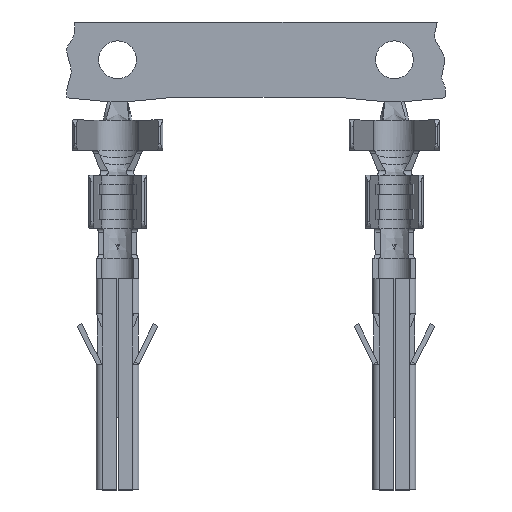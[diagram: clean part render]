
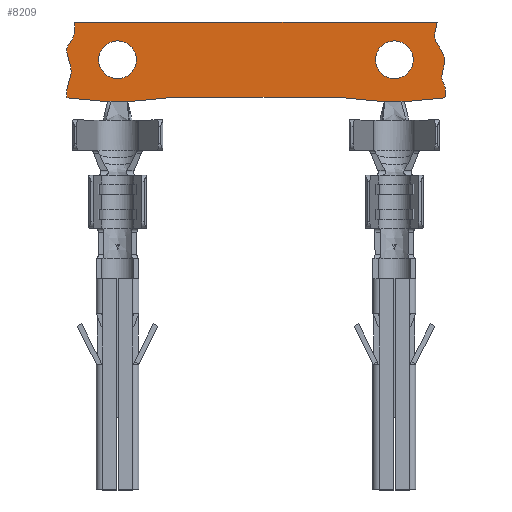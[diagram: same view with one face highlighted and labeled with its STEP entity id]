
A CAD part, top view. The second image highlights one B-rep face of the part: STEP entity #8209.
In plain terms, the highlighted planar face has unit normal (0, 0, 1).
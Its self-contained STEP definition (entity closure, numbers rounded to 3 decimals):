
#425=LINE('',#13231,#1214);
#426=LINE('',#13253,#1215);
#428=LINE('',#13257,#1217);
#430=LINE('',#13261,#1219);
#434=LINE('',#13270,#1223);
#445=LINE('',#13320,#1234);
#446=LINE('',#13321,#1235);
#447=LINE('',#13323,#1236);
#448=LINE('',#13325,#1237);
#449=LINE('',#13327,#1238);
#450=LINE('',#13329,#1239);
#451=LINE('',#13331,#1240);
#452=LINE('',#13333,#1241);
#453=LINE('',#13335,#1242);
#1214=VECTOR('',#9895,1000.);
#1215=VECTOR('',#9896,1000.);
#1217=VECTOR('',#9900,1000.);
#1219=VECTOR('',#9904,1000.);
#1223=VECTOR('',#9910,1000.);
#1234=VECTOR('',#9933,1000.);
#1235=VECTOR('',#9934,1000.);
#1236=VECTOR('',#9935,1000.);
#1237=VECTOR('',#9936,1000.);
#1238=VECTOR('',#9937,1000.);
#1239=VECTOR('',#9938,1000.);
#1240=VECTOR('',#9939,1000.);
#1241=VECTOR('',#9940,1000.);
#1242=VECTOR('',#9941,1000.);
#1830=PLANE('',#8779);
#2152=CIRCLE('',#8776,0.75);
#2154=CIRCLE('',#8780,0.75);
#2985=ORIENTED_EDGE('',*,*,#5222,.F.);
#2986=ORIENTED_EDGE('',*,*,#5223,.T.);
#2987=ORIENTED_EDGE('',*,*,#5200,.T.);
#2988=ORIENTED_EDGE('',*,*,#5198,.T.);
#2989=ORIENTED_EDGE('',*,*,#5196,.T.);
#2990=ORIENTED_EDGE('',*,*,#5202,.T.);
#2991=ORIENTED_EDGE('',*,*,#5224,.T.);
#2992=ORIENTED_EDGE('',*,*,#5225,.T.);
#2993=ORIENTED_EDGE('',*,*,#5226,.T.);
#2994=ORIENTED_EDGE('',*,*,#5227,.T.);
#2995=ORIENTED_EDGE('',*,*,#5228,.T.);
#2996=ORIENTED_EDGE('',*,*,#5229,.T.);
#2997=ORIENTED_EDGE('',*,*,#5230,.T.);
#2998=ORIENTED_EDGE('',*,*,#5231,.T.);
#2999=ORIENTED_EDGE('',*,*,#5232,.T.);
#3000=ORIENTED_EDGE('',*,*,#5206,.T.);
#3001=ORIENTED_EDGE('',*,*,#5210,.T.);
#3002=ORIENTED_EDGE('',*,*,#5233,.T.);
#5196=EDGE_CURVE('',#6310,#6309,#425,.F.);
#5198=EDGE_CURVE('',#6305,#6310,#426,.F.);
#5200=EDGE_CURVE('',#6312,#6305,#428,.T.);
#5202=EDGE_CURVE('',#6309,#6313,#430,.T.);
#5206=EDGE_CURVE('',#6317,#6316,#434,.T.);
#5210=EDGE_CURVE('',#6320,#6320,#2152,.T.);
#5222=EDGE_CURVE('',#6330,#6316,#6907,.T.);
#5223=EDGE_CURVE('',#6330,#6312,#445,.T.);
#5224=EDGE_CURVE('',#6313,#6331,#446,.T.);
#5225=EDGE_CURVE('',#6331,#6332,#447,.T.);
#5226=EDGE_CURVE('',#6332,#6333,#448,.T.);
#5227=EDGE_CURVE('',#6333,#6334,#449,.T.);
#5228=EDGE_CURVE('',#6334,#6335,#450,.F.);
#5229=EDGE_CURVE('',#6335,#6336,#451,.F.);
#5230=EDGE_CURVE('',#6336,#6337,#452,.T.);
#5231=EDGE_CURVE('',#6337,#6338,#453,.T.);
#5232=EDGE_CURVE('',#6338,#6317,#6908,.T.);
#5233=EDGE_CURVE('',#6339,#6339,#2154,.T.);
#6305=VERTEX_POINT('',#13094);
#6309=VERTEX_POINT('',#13202);
#6310=VERTEX_POINT('',#13232);
#6312=VERTEX_POINT('',#13258);
#6313=VERTEX_POINT('',#13262);
#6316=VERTEX_POINT('',#13269);
#6317=VERTEX_POINT('',#13271);
#6320=VERTEX_POINT('',#13279);
#6330=VERTEX_POINT('',#13319);
#6331=VERTEX_POINT('',#13322);
#6332=VERTEX_POINT('',#13324);
#6333=VERTEX_POINT('',#13326);
#6334=VERTEX_POINT('',#13328);
#6335=VERTEX_POINT('',#13330);
#6336=VERTEX_POINT('',#13332);
#6337=VERTEX_POINT('',#13334);
#6338=VERTEX_POINT('',#13336);
#6339=VERTEX_POINT('',#13345);
#6907=B_SPLINE_CURVE_WITH_KNOTS('',3,(#13313,#13314,#13315,#13316,#13317,
#13318),.UNSPECIFIED.,.F.,.F.,(4,1,1,4),(0.,0.313,0.669,
1.),.UNSPECIFIED.);
#6908=B_SPLINE_CURVE_WITH_KNOTS('',3,(#13337,#13338,#13339,#13340,#13341,
#13342,#13343),.UNSPECIFIED.,.F.,.F.,(4,1,1,1,4),(0.,0.182,
0.344,0.743,1.),.UNSPECIFIED.);
#7134=EDGE_LOOP('',(#2985,#2986,#2987,#2988,#2989,#2990,#2991,#2992,#2993,
#2994,#2995,#2996,#2997,#2998,#2999,#3000));
#7135=EDGE_LOOP('',(#3001));
#7136=EDGE_LOOP('',(#3002));
#7661=FACE_BOUND('',#7134,.T.);
#7662=FACE_BOUND('',#7135,.T.);
#7663=FACE_BOUND('',#7136,.T.);
#8209=ADVANCED_FACE('',(#7661,#7662,#7663),#1830,.T.);
#8776=AXIS2_PLACEMENT_3D('',#13278,#9917,#9918);
#8779=AXIS2_PLACEMENT_3D('',#13312,#9931,#9932);
#8780=AXIS2_PLACEMENT_3D('',#13344,#9942,#9943);
#9895=DIRECTION('',(-1.,0.,0.));
#9896=DIRECTION('',(-1.,0.,0.));
#9900=DIRECTION('',(1.,0.,0.));
#9904=DIRECTION('',(1.,0.,0.));
#9910=DIRECTION('',(-1.,0.,0.));
#9917=DIRECTION('',(0.,0.,-1.));
#9918=DIRECTION('',(-1.,0.,0.));
#9931=DIRECTION('',(0.,0.,1.));
#9932=DIRECTION('',(1.,0.,0.));
#9933=DIRECTION('',(0.995,-0.096,0.));
#9934=DIRECTION('',(0.995,0.096,0.));
#9935=DIRECTION('',(1.,0.,0.));
#9936=DIRECTION('',(0.995,-0.096,0.));
#9937=DIRECTION('',(1.,0.,0.));
#9938=DIRECTION('',(-1.,0.,0.));
#9939=DIRECTION('',(-1.,0.,0.));
#9940=DIRECTION('',(1.,0.,0.));
#9941=DIRECTION('',(0.995,0.096,0.));
#9942=DIRECTION('',(0.,0.,-1.));
#9943=DIRECTION('',(1.,0.,0.));
#13094=CARTESIAN_POINT('',(-11.4,0.75,0.));
#13202=CARTESIAN_POINT('',(-10.6,0.75,0.));
#13231=CARTESIAN_POINT('',(-10.6,0.75,0.));
#13232=CARTESIAN_POINT('',(-11.259,0.75,0.));
#13253=CARTESIAN_POINT('',(-10.6,0.75,0.));
#13257=CARTESIAN_POINT('',(-11.6,0.75,0.));
#13258=CARTESIAN_POINT('',(-11.6,0.75,0.));
#13261=CARTESIAN_POINT('',(-11.6,0.75,0.));
#13262=CARTESIAN_POINT('',(-10.4,0.75,0.));
#13269=CARTESIAN_POINT('',(-12.7,3.9,0.));
#13270=CARTESIAN_POINT('',(-8.,3.9,0.));
#13271=CARTESIAN_POINT('',(1.7,3.9,0.));
#13278=CARTESIAN_POINT('',(-11.,2.4,0.));
#13279=CARTESIAN_POINT('',(-11.75,2.4,0.));
#13312=CARTESIAN_POINT('',(-8.,0.9,0.));
#13313=CARTESIAN_POINT('',(-13.011,0.887,0.));
#13314=CARTESIAN_POINT('',(-13.109,1.265,0.));
#13315=CARTESIAN_POINT('',(-12.599,1.842,0.));
#13316=CARTESIAN_POINT('',(-13.302,2.992,0.));
#13317=CARTESIAN_POINT('',(-12.648,3.161,0.));
#13318=CARTESIAN_POINT('',(-12.7,3.9,0.));
#13319=CARTESIAN_POINT('',(-13.011,0.887,0.));
#13320=CARTESIAN_POINT('',(-13.15,0.9,0.));
#13321=CARTESIAN_POINT('',(-10.4,0.75,0.));
#13322=CARTESIAN_POINT('',(-8.85,0.9,0.));
#13323=CARTESIAN_POINT('',(-3.,0.9,0.));
#13324=CARTESIAN_POINT('',(-2.15,0.9,0.));
#13325=CARTESIAN_POINT('',(-2.15,0.9,0.));
#13326=CARTESIAN_POINT('',(-0.6,0.75,0.));
#13327=CARTESIAN_POINT('',(-0.6,0.75,0.));
#13328=CARTESIAN_POINT('',(-0.4,0.75,0.));
#13329=CARTESIAN_POINT('',(0.4,0.75,0.));
#13330=CARTESIAN_POINT('',(0.259,0.75,0.));
#13331=CARTESIAN_POINT('',(0.4,0.75,0.));
#13332=CARTESIAN_POINT('',(0.4,0.75,0.));
#13333=CARTESIAN_POINT('',(-0.6,0.75,0.));
#13334=CARTESIAN_POINT('',(0.6,0.75,0.));
#13335=CARTESIAN_POINT('',(0.6,0.75,0.));
#13336=CARTESIAN_POINT('',(2.011,0.887,0.));
#13337=CARTESIAN_POINT('',(2.011,0.887,0.));
#13338=CARTESIAN_POINT('',(2.104,1.331,0.));
#13339=CARTESIAN_POINT('',(1.753,1.566,0.));
#13340=CARTESIAN_POINT('',(2.202,2.588,0.));
#13341=CARTESIAN_POINT('',(1.444,3.109,0.));
#13342=CARTESIAN_POINT('',(1.654,3.629,0.));
#13343=CARTESIAN_POINT('',(1.7,3.9,0.));
#13344=CARTESIAN_POINT('',(0.,2.4,0.));
#13345=CARTESIAN_POINT('',(0.75,2.4,0.));
